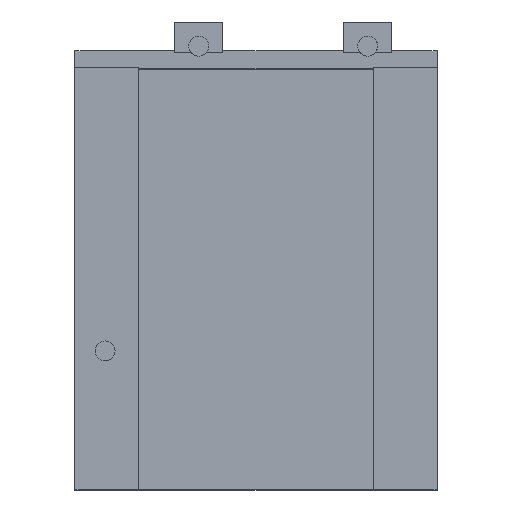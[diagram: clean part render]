
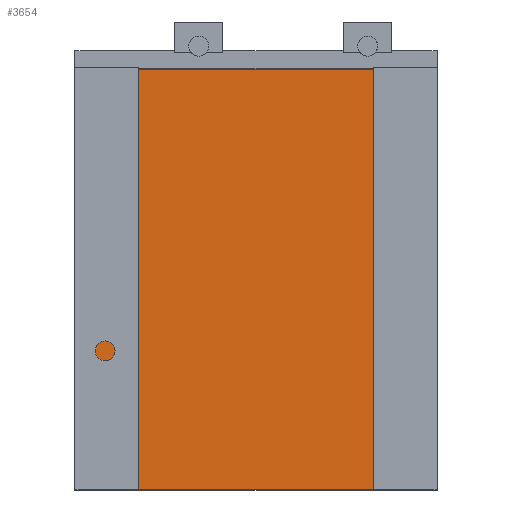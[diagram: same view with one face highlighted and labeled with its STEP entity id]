
A CAD part, top view. The second image highlights one B-rep face of the part: STEP entity #3654.
In plain terms, the highlighted planar face has unit normal (0, 0, 1).
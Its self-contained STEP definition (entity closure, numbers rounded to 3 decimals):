
#1171 = PLANE('',#1172);
#1172 = AXIS2_PLACEMENT_3D('',#1173,#1174,#1175);
#1173 = CARTESIAN_POINT('',(-30.,-0.265,16.491));
#1174 = DIRECTION('',(0.,1.,0.));
#1175 = DIRECTION('',(0.,0.,-1.));
#1534 = PLANE('',#1535);
#1535 = AXIS2_PLACEMENT_3D('',#1536,#1537,#1538);
#1536 = CARTESIAN_POINT('',(-27.,-70.,-13.5));
#1537 = DIRECTION('',(0.,1.,0.));
#1538 = DIRECTION('',(0.,0.,1.));
#2191 = PLANE('',#2192);
#2192 = AXIS2_PLACEMENT_3D('',#2193,#2194,#2195);
#2193 = CARTESIAN_POINT('',(-27.,0.,8.962));
#2194 = DIRECTION('',(1.,0.,0.));
#2195 = DIRECTION('',(0.,0.,-1.));
#2296 = VERTEX_POINT('',#2297);
#2297 = CARTESIAN_POINT('',(27.,-0.265,-13.5));
#2310 = PLANE('',#2311);
#2311 = AXIS2_PLACEMENT_3D('',#2312,#2313,#2314);
#2312 = CARTESIAN_POINT('',(27.,0.,-13.5));
#2313 = DIRECTION('',(-1.,0.,0.));
#2314 = DIRECTION('',(0.,0.,1.));
#2321 = EDGE_CURVE('',#2296,#2322,#2324,.T.);
#2322 = VERTEX_POINT('',#2323);
#2323 = CARTESIAN_POINT('',(-27.,-0.265,-13.5));
#2324 = SURFACE_CURVE('',#2325,(#2329,#2335),.PCURVE_S1.);
#2325 = LINE('',#2326,#2327);
#2326 = CARTESIAN_POINT('',(-28.5,-0.265,-13.5));
#2327 = VECTOR('',#2328,1.);
#2328 = DIRECTION('',(-1.,0.,0.));
#2329 = PCURVE('',#1171,#2330);
#2330 = DEFINITIONAL_REPRESENTATION('',(#2331),#2334);
#2331 = B_SPLINE_CURVE_WITH_KNOTS('',1,(#2332,#2333),.UNSPECIFIED.,.F.,
  .F.,(2,2),(-55.5,-1.5),.PIECEWISE_BEZIER_KNOTS.);
#2332 = CARTESIAN_POINT('',(29.991,-57.));
#2333 = CARTESIAN_POINT('',(29.991,-3.));
#2334 = ( GEOMETRIC_REPRESENTATION_CONTEXT(2) 
PARAMETRIC_REPRESENTATION_CONTEXT() REPRESENTATION_CONTEXT('2D SPACE',''
  ) );
#2335 = PCURVE('',#2336,#2341);
#2336 = PLANE('',#2337);
#2337 = AXIS2_PLACEMENT_3D('',#2338,#2339,#2340);
#2338 = CARTESIAN_POINT('',(-27.,0.,-13.5));
#2339 = DIRECTION('',(0.,0.,1.));
#2340 = DIRECTION('',(1.,0.,0.));
#2341 = DEFINITIONAL_REPRESENTATION('',(#2342),#2345);
#2342 = B_SPLINE_CURVE_WITH_KNOTS('',1,(#2343,#2344),.UNSPECIFIED.,.F.,
  .F.,(2,2),(-55.5,-1.5),.PIECEWISE_BEZIER_KNOTS.);
#2343 = CARTESIAN_POINT('',(54.,-0.265));
#2344 = CARTESIAN_POINT('',(0.,-0.265));
#2345 = ( GEOMETRIC_REPRESENTATION_CONTEXT(2) 
PARAMETRIC_REPRESENTATION_CONTEXT() REPRESENTATION_CONTEXT('2D SPACE',''
  ) );
#2760 = EDGE_CURVE('',#2761,#2763,#2765,.T.);
#2761 = VERTEX_POINT('',#2762);
#2762 = CARTESIAN_POINT('',(-27.,-70.,-13.5));
#2763 = VERTEX_POINT('',#2764);
#2764 = CARTESIAN_POINT('',(27.,-70.,-13.5));
#2765 = SURFACE_CURVE('',#2766,(#2770,#2777),.PCURVE_S1.);
#2766 = LINE('',#2767,#2768);
#2767 = CARTESIAN_POINT('',(-27.,-70.,-13.5));
#2768 = VECTOR('',#2769,1.);
#2769 = DIRECTION('',(1.,0.,0.));
#2770 = PCURVE('',#1534,#2771);
#2771 = DEFINITIONAL_REPRESENTATION('',(#2772),#2776);
#2772 = LINE('',#2773,#2774);
#2773 = CARTESIAN_POINT('',(0.,0.));
#2774 = VECTOR('',#2775,1.);
#2775 = DIRECTION('',(0.,1.));
#2776 = ( GEOMETRIC_REPRESENTATION_CONTEXT(2) 
PARAMETRIC_REPRESENTATION_CONTEXT() REPRESENTATION_CONTEXT('2D SPACE',''
  ) );
#2777 = PCURVE('',#2336,#2778);
#2778 = DEFINITIONAL_REPRESENTATION('',(#2779),#2783);
#2779 = LINE('',#2780,#2781);
#2780 = CARTESIAN_POINT('',(0.,-70.));
#2781 = VECTOR('',#2782,1.);
#2782 = DIRECTION('',(1.,0.));
#2783 = ( GEOMETRIC_REPRESENTATION_CONTEXT(2) 
PARAMETRIC_REPRESENTATION_CONTEXT() REPRESENTATION_CONTEXT('2D SPACE',''
  ) );
#3443 = EDGE_CURVE('',#2322,#2761,#3444,.T.);
#3444 = SURFACE_CURVE('',#3445,(#3449,#3456),.PCURVE_S1.);
#3445 = LINE('',#3446,#3447);
#3446 = CARTESIAN_POINT('',(-27.,0.,-13.5));
#3447 = VECTOR('',#3448,1.);
#3448 = DIRECTION('',(0.,-1.,0.));
#3449 = PCURVE('',#2191,#3450);
#3450 = DEFINITIONAL_REPRESENTATION('',(#3451),#3455);
#3451 = LINE('',#3452,#3453);
#3452 = CARTESIAN_POINT('',(22.462,0.));
#3453 = VECTOR('',#3454,1.);
#3454 = DIRECTION('',(0.,-1.));
#3455 = ( GEOMETRIC_REPRESENTATION_CONTEXT(2) 
PARAMETRIC_REPRESENTATION_CONTEXT() REPRESENTATION_CONTEXT('2D SPACE',''
  ) );
#3456 = PCURVE('',#2336,#3457);
#3457 = DEFINITIONAL_REPRESENTATION('',(#3458),#3462);
#3458 = LINE('',#3459,#3460);
#3459 = CARTESIAN_POINT('',(0.,0.));
#3460 = VECTOR('',#3461,1.);
#3461 = DIRECTION('',(0.,-1.));
#3462 = ( GEOMETRIC_REPRESENTATION_CONTEXT(2) 
PARAMETRIC_REPRESENTATION_CONTEXT() REPRESENTATION_CONTEXT('2D SPACE',''
  ) );
#3654 = ADVANCED_FACE('',(#3655),#2336,.T.);
#3655 = FACE_BOUND('',#3656,.T.);
#3656 = EDGE_LOOP('',(#3657,#3658,#3659,#3660));
#3657 = ORIENTED_EDGE('',*,*,#2321,.T.);
#3658 = ORIENTED_EDGE('',*,*,#3443,.T.);
#3659 = ORIENTED_EDGE('',*,*,#2760,.T.);
#3660 = ORIENTED_EDGE('',*,*,#3661,.F.);
#3661 = EDGE_CURVE('',#2296,#2763,#3662,.T.);
#3662 = SURFACE_CURVE('',#3663,(#3667,#3674),.PCURVE_S1.);
#3663 = LINE('',#3664,#3665);
#3664 = CARTESIAN_POINT('',(27.,0.,-13.5));
#3665 = VECTOR('',#3666,1.);
#3666 = DIRECTION('',(0.,-1.,0.));
#3667 = PCURVE('',#2336,#3668);
#3668 = DEFINITIONAL_REPRESENTATION('',(#3669),#3673);
#3669 = LINE('',#3670,#3671);
#3670 = CARTESIAN_POINT('',(54.,0.));
#3671 = VECTOR('',#3672,1.);
#3672 = DIRECTION('',(0.,-1.));
#3673 = ( GEOMETRIC_REPRESENTATION_CONTEXT(2) 
PARAMETRIC_REPRESENTATION_CONTEXT() REPRESENTATION_CONTEXT('2D SPACE',''
  ) );
#3674 = PCURVE('',#2310,#3675);
#3675 = DEFINITIONAL_REPRESENTATION('',(#3676),#3680);
#3676 = LINE('',#3677,#3678);
#3677 = CARTESIAN_POINT('',(0.,0.));
#3678 = VECTOR('',#3679,1.);
#3679 = DIRECTION('',(0.,-1.));
#3680 = ( GEOMETRIC_REPRESENTATION_CONTEXT(2) 
PARAMETRIC_REPRESENTATION_CONTEXT() REPRESENTATION_CONTEXT('2D SPACE',''
  ) );
